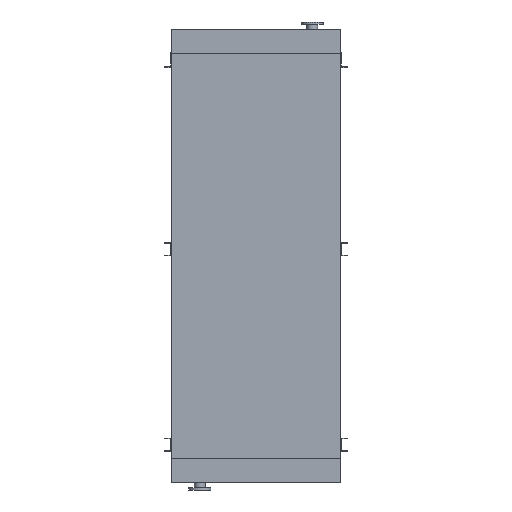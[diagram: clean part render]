
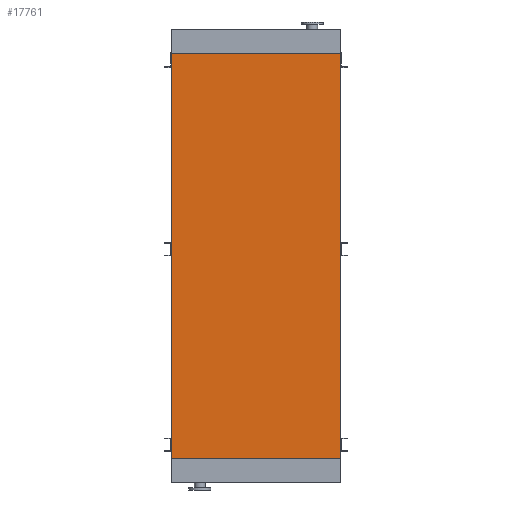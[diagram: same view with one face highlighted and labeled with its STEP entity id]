
A CAD part, front view. The second image highlights one B-rep face of the part: STEP entity #17761.
In plain terms, the highlighted planar face has unit normal (0, -1, 0).
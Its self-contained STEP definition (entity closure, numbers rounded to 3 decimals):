
#373 = EDGE_CURVE ( 'NONE', #3548, #10145, #18873, .T. ) ;
#482 = CARTESIAN_POINT ( 'NONE',  ( 845., 0., 0. ) ) ;
#538 = CARTESIAN_POINT ( 'NONE',  ( 845., 0., -4050. ) ) ;
#559 = DIRECTION ( 'NONE',  ( 1., 0., 0. ) ) ;
#777 = EDGE_CURVE ( 'NONE', #21527, #19370, #20590, .T. ) ;
#870 = ORIENTED_EDGE ( 'NONE', *, *, #777, .F. ) ;
#890 = DIRECTION ( 'NONE',  ( 0., 0., 1. ) ) ;
#1134 = CARTESIAN_POINT ( 'NONE',  ( -845., 0., -4050. ) ) ;
#1541 = PLANE ( 'NONE',  #20818 ) ;
#2890 = CARTESIAN_POINT ( 'NONE',  ( -845., 0., -4050. ) ) ;
#3548 = VERTEX_POINT ( 'NONE', #17724 ) ;
#5129 = CARTESIAN_POINT ( 'NONE',  ( -845., 0., 0. ) ) ;
#5455 = VECTOR ( 'NONE', #15811, 1000. ) ;
#6452 = LINE ( 'NONE', #13555, #14702 ) ;
#6815 = CARTESIAN_POINT ( 'NONE',  ( -845., 0., 0. ) ) ;
#6881 = CARTESIAN_POINT ( 'NONE',  ( -845., 0., -4050. ) ) ;
#8042 = VECTOR ( 'NONE', #559, 1000. ) ;
#8183 = EDGE_CURVE ( 'NONE', #3548, #21527, #22118, .T. ) ;
#10145 = VERTEX_POINT ( 'NONE', #538 ) ;
#11292 = ORIENTED_EDGE ( 'NONE', *, *, #373, .T. ) ;
#11704 = EDGE_CURVE ( 'NONE', #10145, #19370, #6452, .T. ) ;
#13555 = CARTESIAN_POINT ( 'NONE',  ( 845., 0., -4050. ) ) ;
#13881 = DIRECTION ( 'NONE',  ( 0., -1., 0. ) ) ;
#14127 = VECTOR ( 'NONE', #890, 1000. ) ;
#14374 = EDGE_LOOP ( 'NONE', ( #870, #19532, #11292, #22434 ) ) ;
#14702 = VECTOR ( 'NONE', #20687, 1000. ) ;
#15539 = FACE_OUTER_BOUND ( 'NONE', #14374, .T. ) ;
#15811 = DIRECTION ( 'NONE',  ( 1., 0., 0. ) ) ;
#17724 = CARTESIAN_POINT ( 'NONE',  ( -845., 0., -4050. ) ) ;
#17761 = ADVANCED_FACE ( 'NONE', ( #15539 ), #1541, .T. ) ;
#18873 = LINE ( 'NONE', #2890, #8042 ) ;
#19370 = VERTEX_POINT ( 'NONE', #482 ) ;
#19532 = ORIENTED_EDGE ( 'NONE', *, *, #8183, .F. ) ;
#20590 = LINE ( 'NONE', #6815, #5455 ) ;
#20687 = DIRECTION ( 'NONE',  ( 0., 0., 1. ) ) ;
#20782 = DIRECTION ( 'NONE',  ( 0., 0., -1. ) ) ;
#20818 = AXIS2_PLACEMENT_3D ( 'NONE', #6881, #13881, #20782 ) ;
#21527 = VERTEX_POINT ( 'NONE', #5129 ) ;
#22118 = LINE ( 'NONE', #1134, #14127 ) ;
#22434 = ORIENTED_EDGE ( 'NONE', *, *, #11704, .T. ) ;
